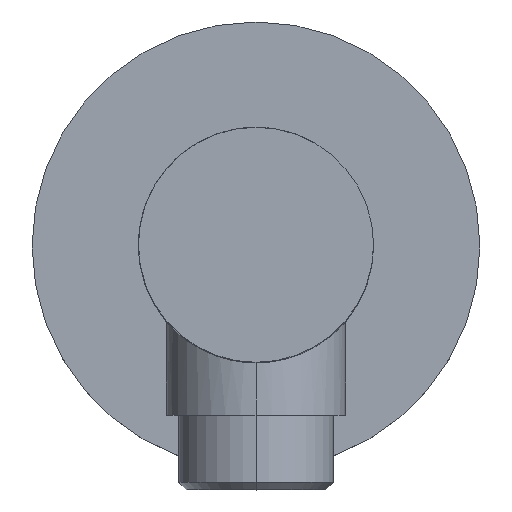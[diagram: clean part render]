
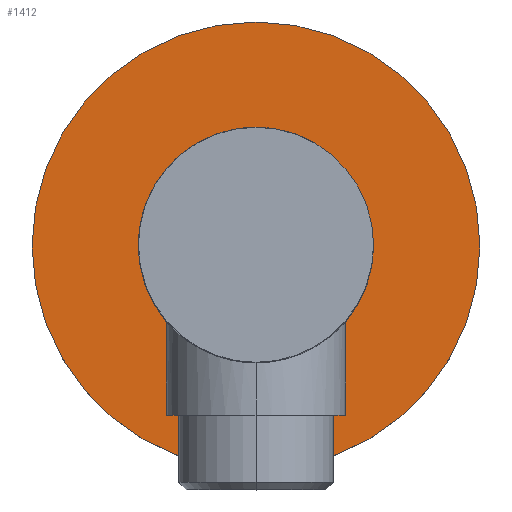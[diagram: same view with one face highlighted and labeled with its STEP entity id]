
A CAD part, top view. The second image highlights one B-rep face of the part: STEP entity #1412.
In plain terms, the highlighted planar face has unit normal (0, 0, 1).
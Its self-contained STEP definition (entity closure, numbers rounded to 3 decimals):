
#46=CARTESIAN_POINT('',(0.,0.,0.));
#47=DIRECTION('',(0.,0.,1.));
#48=DIRECTION('',(-1.,0.,0.));
#49=AXIS2_PLACEMENT_3D('',#46,#47,#48);
#51=CARTESIAN_POINT('',(0.,0.,0.));
#52=DIRECTION('',(0.,0.,-1.));
#53=DIRECTION('',(-1.,0.,0.));
#54=AXIS2_PLACEMENT_3D('',#51,#52,#53);
#113=CARTESIAN_POINT('',(0.,0.,0.));
#114=DIRECTION('',(0.,0.,1.));
#115=DIRECTION('',(0.,1.,0.));
#116=AXIS2_PLACEMENT_3D('',#113,#114,#115);
#118=CARTESIAN_POINT('',(0.,0.,0.));
#119=DIRECTION('',(0.,0.,1.));
#120=DIRECTION('',(0.,-1.,0.));
#121=AXIS2_PLACEMENT_3D('',#118,#119,#120);
#1283=CARTESIAN_POINT('',(-30.,0.,0.));
#1285=VERTEX_POINT('',#1283);
#1291=CARTESIAN_POINT('',(30.,0.,0.));
#1293=VERTEX_POINT('',#1291);
#1318=CARTESIAN_POINT('',(0.,15.75,0.));
#1319=CARTESIAN_POINT('',(0.,-15.75,0.));
#1320=VERTEX_POINT('',#1318);
#1321=VERTEX_POINT('',#1319);
#1397=CARTESIAN_POINT('',(0.,0.,0.));
#1398=DIRECTION('',(0.,0.,-1.));
#1399=DIRECTION('',(1.,0.,0.));
#1400=AXIS2_PLACEMENT_3D('',#1397,#1398,#1399);
#1401=PLANE('',#1400);
#1402=ORIENTED_EDGE('',*,*,#1383,.F.);
#1403=ORIENTED_EDGE('',*,*,#1365,.T.);
#1404=EDGE_LOOP('',(#1402,#1403));
#1405=FACE_OUTER_BOUND('',#1404,.F.);
#1407=ORIENTED_EDGE('',*,*,#1406,.T.);
#1409=ORIENTED_EDGE('',*,*,#1408,.T.);
#1410=EDGE_LOOP('',(#1407,#1409));
#1411=FACE_BOUND('',#1410,.F.);
#1412=ADVANCED_FACE('',(#1405,#1411),#1401,.F.);
#50=CIRCLE('',#49,30.);
#55=CIRCLE('',#54,30.);
#117=CIRCLE('',#116,15.75);
#122=CIRCLE('',#121,15.75);
#1365=EDGE_CURVE('',#1285,#1293,#55,.T.);
#1383=EDGE_CURVE('',#1285,#1293,#50,.T.);
#1406=EDGE_CURVE('',#1320,#1321,#117,.T.);
#1408=EDGE_CURVE('',#1321,#1320,#122,.T.);
